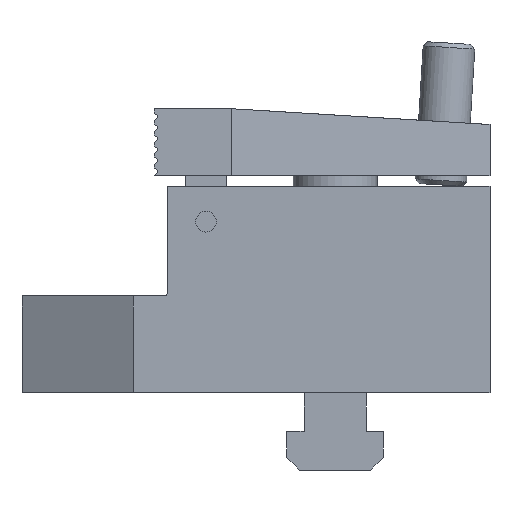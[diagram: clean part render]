
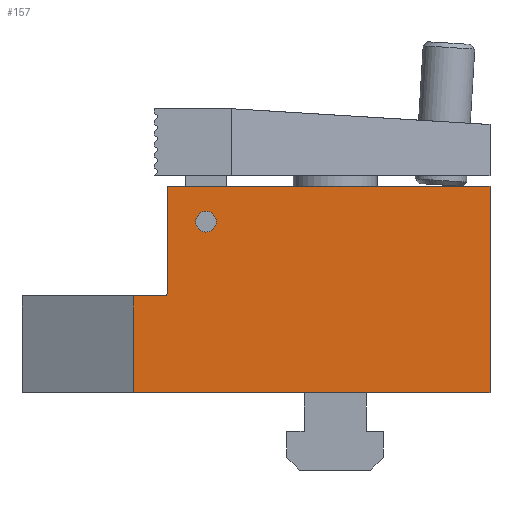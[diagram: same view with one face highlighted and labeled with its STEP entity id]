
A CAD part, front view. The second image highlights one B-rep face of the part: STEP entity #157.
In plain terms, the highlighted planar face has unit normal (0, -1, 0).
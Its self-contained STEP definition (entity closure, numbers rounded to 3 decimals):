
#157=ADVANCED_FACE('',(#340,#341),#342,.T.);
#340=FACE_BOUND('',#685,.T.);
#341=FACE_OUTER_BOUND('',#686,.T.);
#342=PLANE('',#687);
#685=EDGE_LOOP('',(#1116,#1117));
#686=EDGE_LOOP('',(#1118,#1119,#1120,#1121,#1122,#1123,#1124));
#687=AXIS2_PLACEMENT_3D('',#1125,#1126,#1127);
#1116=ORIENTED_EDGE('',*,*,#2362,.T.);
#1117=ORIENTED_EDGE('',*,*,#2319,.T.);
#1118=ORIENTED_EDGE('',*,*,#2359,.T.);
#1119=ORIENTED_EDGE('',*,*,#2356,.F.);
#1120=ORIENTED_EDGE('',*,*,#2363,.T.);
#1121=ORIENTED_EDGE('',*,*,#2364,.T.);
#1122=ORIENTED_EDGE('',*,*,#2365,.F.);
#1123=ORIENTED_EDGE('',*,*,#2366,.F.);
#1124=ORIENTED_EDGE('',*,*,#2345,.F.);
#1125=CARTESIAN_POINT('',(24.0,-16.0,0.0));
#1126=DIRECTION('',(0.0,-1.0,0.0));
#1127=DIRECTION('',(0.0,0.0,-1.0));
#2319=EDGE_CURVE('',#2737,#2741,#2743,.T.);
#2345=EDGE_CURVE('',#2785,#2787,#2788,.T.);
#2356=EDGE_CURVE('',#2806,#2797,#2808,.T.);
#2359=EDGE_CURVE('',#2785,#2797,#2811,.T.);
#2362=EDGE_CURVE('',#2741,#2737,#2814,.T.);
#2363=EDGE_CURVE('',#2806,#2815,#2816,.T.);
#2364=EDGE_CURVE('',#2815,#2817,#2818,.T.);
#2365=EDGE_CURVE('',#2819,#2817,#2820,.T.);
#2366=EDGE_CURVE('',#2787,#2819,#2821,.T.);
#2737=VERTEX_POINT('',#3426);
#2741=VERTEX_POINT('',#3431);
#2743=CIRCLE('',#3434,1.6);
#2785=VERTEX_POINT('',#3486);
#2787=VERTEX_POINT('',#3489);
#2788=LINE('',#3490,#3491);
#2797=VERTEX_POINT('',#3504);
#2806=VERTEX_POINT('',#3517);
#2808=LINE('',#3520,#3521);
#2811=LINE('',#3525,#3526);
#2814=CIRCLE('',#3531,1.6);
#2815=VERTEX_POINT('',#3532);
#2816=LINE('',#3533,#3534);
#2817=VERTEX_POINT('',#3535);
#2818=LINE('',#3536,#3537);
#2819=VERTEX_POINT('',#3538);
#2820=LINE('',#3539,#3540);
#2821=CIRCLE('',#3541,0.5);
#3426=CARTESIAN_POINT('',(-18.4,-16.0,6.5));
#3431=CARTESIAN_POINT('',(-21.6,-16.0,6.5));
#3434=AXIS2_PLACEMENT_3D('',#4526,#4527,#4528);
#3486=CARTESIAN_POINT('',(-31.266,-16.0,-5.));
#3489=CARTESIAN_POINT('',(-26.5,-16.0,-5.0));
#3490=CARTESIAN_POINT('',(-19.375,-16.0,-5.0));
#3491=VECTOR('',#4582,10.0);
#3504=CARTESIAN_POINT('',(-31.266,-16.0,-20.0));
#3517=CARTESIAN_POINT('',(24.0,-16.0,-20.0));
#3520=CARTESIAN_POINT('',(-30.375,-16.0,-20.0));
#3521=VECTOR('',#4595,10.0);
#3525=CARTESIAN_POINT('',(-31.266,-16.0,-10.));
#3526=VECTOR('',#4600,10.0);
#3531=AXIS2_PLACEMENT_3D('',#4603,#4604,#4605);
#3532=CARTESIAN_POINT('',(24.0,-16.0,12.0));
#3533=CARTESIAN_POINT('',(24.0,-16.0,0.0));
#3534=VECTOR('',#4606,12.0);
#3535=CARTESIAN_POINT('',(-26.0,-16.0,12.0));
#3536=CARTESIAN_POINT('',(24.0,-16.0,12.0));
#3537=VECTOR('',#4607,50.0);
#3538=CARTESIAN_POINT('',(-26.0,-16.0,-4.5));
#3539=CARTESIAN_POINT('',(-26.0,-16.0,0.0));
#3540=VECTOR('',#4608,12.0);
#3541=AXIS2_PLACEMENT_3D('',#4609,#4610,#4611);
#4526=CARTESIAN_POINT('',(-20.0,-16.0,6.5));
#4527=DIRECTION('',(-0.0,1.0,0.0));
#4528=DIRECTION('',(1.0,0.0,0.0));
#4582=DIRECTION('',(1.0,0.0,0.));
#4595=DIRECTION('',(-1.0,0.0,0.));
#4600=DIRECTION('',(0.,-0.0,-1.0));
#4603=CARTESIAN_POINT('',(-20.0,-16.0,6.5));
#4604=DIRECTION('',(-0.0,1.0,0.0));
#4605=DIRECTION('',(1.0,0.0,0.0));
#4606=DIRECTION('',(0.0,0.0,1.0));
#4607=DIRECTION('',(-1.0,0.0,0.0));
#4608=DIRECTION('',(0.0,0.0,1.0));
#4609=CARTESIAN_POINT('',(-26.5,-16.0,-4.5));
#4610=DIRECTION('',(0.0,-1.0,-0.0));
#4611=DIRECTION('',(-1.0,0.0,0.));
